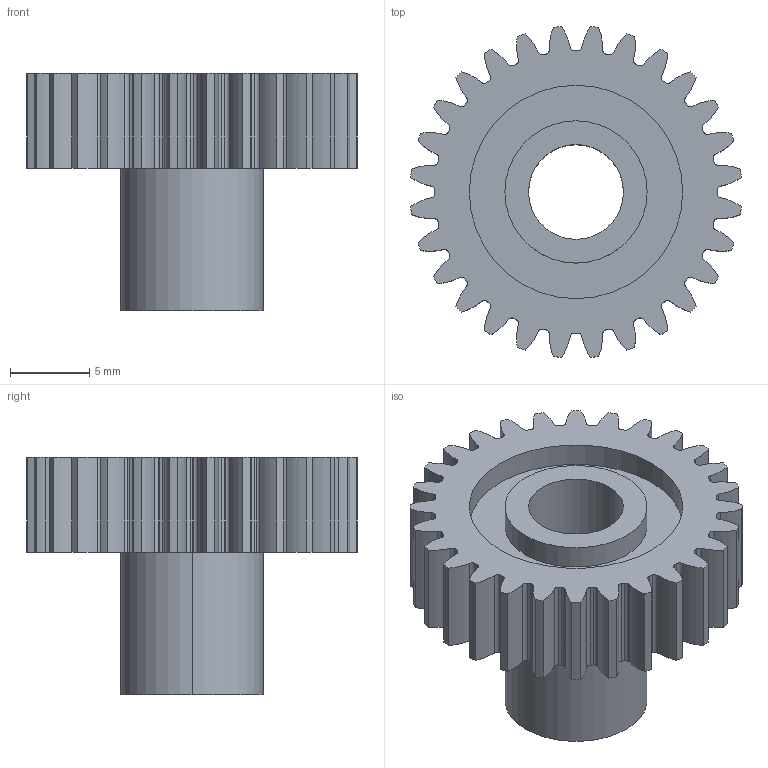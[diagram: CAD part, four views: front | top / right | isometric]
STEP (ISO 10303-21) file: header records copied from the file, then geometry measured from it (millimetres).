
FILE_DESCRIPTION (( 'STEP AP214' ), '1' );
FILE_NAME ('119-007-028.step', '2010-07-19T14:16:32', ( 'WMH Herion Antriebstechnik GmbH' ), ( 'WMH Herion Antriebstechnik GmbH' ), 'SwSTEP 2.0', 'SolidWorks 2010', '' );
FILE_SCHEMA (( 'AUTOMOTIVE_DESIGN' ));
Length unit declared in the file: millimetre
Products named in the file (1): 119-007-028
Bounding box: 20.92 x 20.92 x 15 mm (x, y, z)
Volume: 1699.7 mm3; surface area: 2017.1 mm2
Topology: 1 solids, 1 shells, 203 faces, 591 edges, 394 vertices
Faces by surface type: cylinder 197, plane 6
Entity records: 6997 total; most frequent: DIRECTION 1393, CARTESIAN_POINT 1189, ORIENTED_EDGE 1182, AXIS2_PLACEMENT_3D 598, EDGE_CURVE 591, CIRCLE 394, VERTEX_POINT 394, EDGE_LOOP 209
